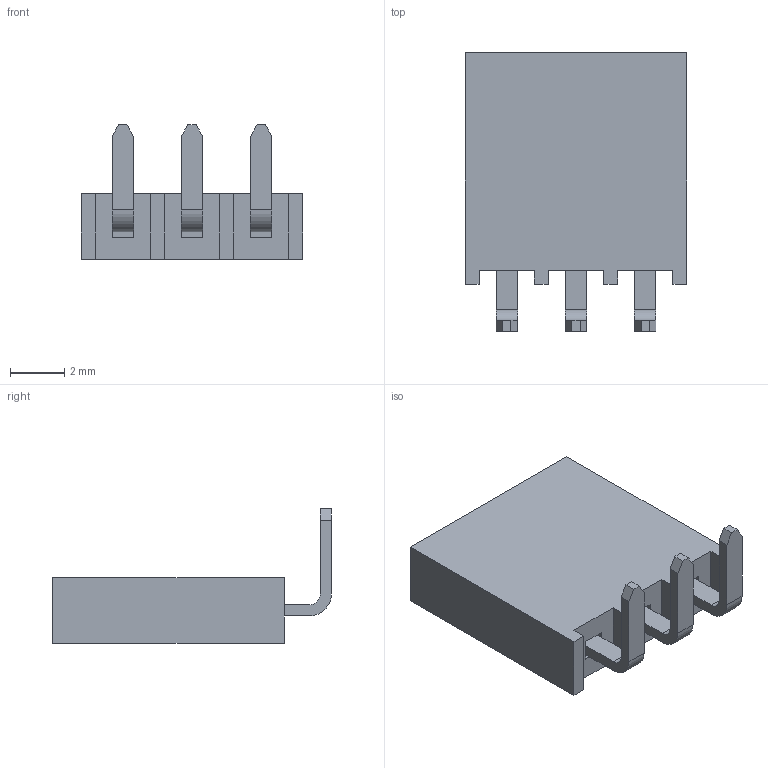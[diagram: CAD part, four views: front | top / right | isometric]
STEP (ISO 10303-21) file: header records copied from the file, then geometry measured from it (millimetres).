
FILE_DESCRIPTION( ( 'STEP AP214' ), '1' );
FILE_NAME( 'SSW-103-02-G-S-RA.stp', '2018-10-11T21:53:26', ( '' ), ( '' ), ' ', 'PARTsolutions', ' ' );
FILE_SCHEMA( ( 'AUTOMOTIVE_DESIGN { 1 0 10303 214 1 1 1 1 }' ) );
Length unit declared in the file: inch
Products named in the file (3): SSW-103-02-G-S-RA; _T1SSW-103-02-G-S-RA; _P2SSW-103-02-G-S-RA
Assembly tree (2 placements, depth 2):
  SSW-103-02-G-S-RA
    _T1SSW-103-02-G-S-RA
    _P2SSW-103-02-G-S-RA
Bounding box: 8.13 x 10.24 x 4.94 mm (x, y, z)
Volume: 151 mm3; surface area: 349.5 mm2
Topology: 2 solids, 2 shells, 69 faces, 186 edges, 124 vertices
Faces by surface type: plane 63, cylinder 6
Entity records: 2750 total; most frequent: CARTESIAN_POINT 382, ORIENTED_EDGE 372, DIRECTION 342, EDGE_CURVE 186, LINE 174, VECTOR 174, VERTEX_POINT 124, AXIS2_PLACEMENT_3D 84
